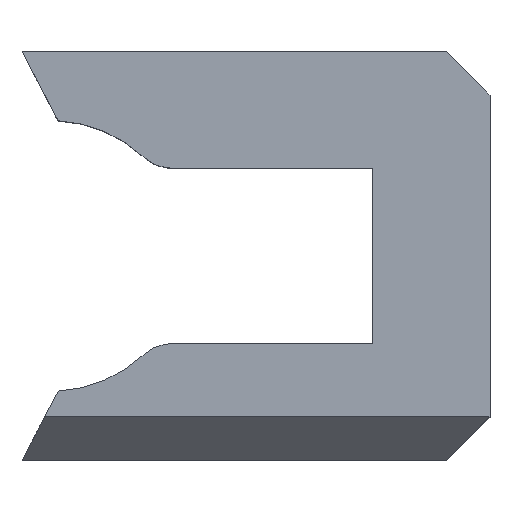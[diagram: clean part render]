
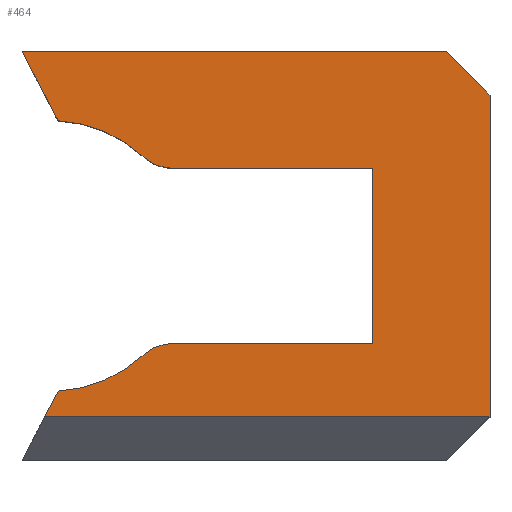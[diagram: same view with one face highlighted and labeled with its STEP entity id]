
A CAD part, top view. The second image highlights one B-rep face of the part: STEP entity #464.
In plain terms, the highlighted planar face has unit normal (0, 0, 1).
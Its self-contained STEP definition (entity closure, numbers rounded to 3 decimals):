
#14 = VECTOR ( 'NONE', #589, 1000. ) ;
#18 = ORIENTED_EDGE ( 'NONE', *, *, #233, .T. ) ;
#35 = CARTESIAN_POINT ( 'NONE',  ( 15.5, 15.5, 4.75 ) ) ;
#43 = ORIENTED_EDGE ( 'NONE', *, *, #166, .F. ) ;
#54 = FACE_OUTER_BOUND ( 'NONE', #105, .T. ) ;
#69 = AXIS2_PLACEMENT_3D ( 'NONE', #312, #811, #880 ) ;
#70 = DIRECTION ( 'NONE',  ( 0.46, 0.888, 0. ) ) ;
#75 = CIRCLE ( 'NONE', #69, 3. ) ;
#100 = EDGE_CURVE ( 'NONE', #860, #720, #759, .T. ) ;
#105 = EDGE_LOOP ( 'NONE', ( #857, #43, #616, #555, #550, #386, #18, #596, #212, #814, #469, #297, #325 ) ) ;
#106 = CARTESIAN_POINT ( 'NONE',  ( -10., 0., 4.75 ) ) ;
#108 = VERTEX_POINT ( 'NONE', #483 ) ;
#131 = CARTESIAN_POINT ( 'NONE',  ( -10., 0., 4.75 ) ) ;
#135 = DIRECTION ( 'NONE',  ( 0., 0., 1. ) ) ;
#153 = VERTEX_POINT ( 'NONE', #435 ) ;
#165 = CARTESIAN_POINT ( 'NONE',  ( -3.725, -6.796, 4.75 ) ) ;
#166 = EDGE_CURVE ( 'NONE', #761, #457, #187, .T. ) ;
#181 = VERTEX_POINT ( 'NONE', #650 ) ;
#187 = CIRCLE ( 'NONE', #612, 9.25 ) ;
#203 = DIRECTION ( 'NONE',  ( -1., 0., 0. ) ) ;
#205 = CARTESIAN_POINT ( 'NONE',  ( -9.533, 9.238, 4.75 ) ) ;
#212 = ORIENTED_EDGE ( 'NONE', *, *, #466, .F. ) ;
#221 = DIRECTION ( 'NONE',  ( -0.707, 0.707, 0. ) ) ;
#233 = EDGE_CURVE ( 'NONE', #602, #837, #481, .T. ) ;
#235 = CARTESIAN_POINT ( 'NONE',  ( 12., 6., 4.75 ) ) ;
#238 = CARTESIAN_POINT ( 'NONE',  ( 0., 6., 4.75 ) ) ;
#245 = EDGE_CURVE ( 'NONE', #826, #577, #834, .T. ) ;
#248 = VECTOR ( 'NONE', #737, 1000. ) ;
#270 = CARTESIAN_POINT ( 'NONE',  ( 17., 14., 4.75 ) ) ;
#280 = LINE ( 'NONE', #284, #579 ) ;
#284 = CARTESIAN_POINT ( 'NONE',  ( 0., -6., 4.75 ) ) ;
#292 = VECTOR ( 'NONE', #875, 1000. ) ;
#297 = ORIENTED_EDGE ( 'NONE', *, *, #705, .T. ) ;
#308 = VECTOR ( 'NONE', #670, 1000. ) ;
#312 = CARTESIAN_POINT ( 'NONE',  ( -1.69, 9., 4.75 ) ) ;
#325 = ORIENTED_EDGE ( 'NONE', *, *, #100, .T. ) ;
#363 = DIRECTION ( 'NONE',  ( 1., 0., 0. ) ) ;
#364 = EDGE_CURVE ( 'NONE', #457, #720, #547, .T. ) ;
#373 = CARTESIAN_POINT ( 'NONE',  ( -1.69, -9., 4.75 ) ) ;
#378 = EDGE_CURVE ( 'NONE', #761, #577, #75, .T. ) ;
#386 = ORIENTED_EDGE ( 'NONE', *, *, #765, .T. ) ;
#398 = DIRECTION ( 'NONE',  ( 1., 0., 0. ) ) ;
#399 = VECTOR ( 'NONE', #221, 1000. ) ;
#414 = VECTOR ( 'NONE', #688, 1000. ) ;
#417 = VERTEX_POINT ( 'NONE', #544 ) ;
#419 = EDGE_CURVE ( 'NONE', #417, #826, #782, .T. ) ;
#435 = CARTESIAN_POINT ( 'NONE',  ( 20., 11., 4.75 ) ) ;
#454 = EDGE_CURVE ( 'NONE', #512, #837, #740, .T. ) ;
#457 = VERTEX_POINT ( 'NONE', #205 ) ;
#460 = CARTESIAN_POINT ( 'NONE',  ( -3.743, -1.939, 4.75 ) ) ;
#464 = ADVANCED_FACE ( 'NONE', ( #54 ), #465, .T. ) ;
#465 = PLANE ( 'NONE',  #642 ) ;
#466 = EDGE_CURVE ( 'NONE', #108, #512, #571, .T. ) ;
#469 = ORIENTED_EDGE ( 'NONE', *, *, #849, .T. ) ;
#481 = CIRCLE ( 'NONE', #722, 3. ) ;
#483 = CARTESIAN_POINT ( 'NONE',  ( -10.446, -11., 4.75 ) ) ;
#494 = CARTESIAN_POINT ( 'NONE',  ( 20., 14., 4.75 ) ) ;
#498 = CARTESIAN_POINT ( 'NONE',  ( -3.725, 6.796, 4.75 ) ) ;
#510 = DIRECTION ( 'NONE',  ( 0., 0., 1. ) ) ;
#512 = VERTEX_POINT ( 'NONE', #873 ) ;
#531 = EDGE_CURVE ( 'NONE', #108, #181, #876, .T. ) ;
#544 = CARTESIAN_POINT ( 'NONE',  ( 12., -6., 4.75 ) ) ;
#547 = LINE ( 'NONE', #460, #248 ) ;
#550 = ORIENTED_EDGE ( 'NONE', *, *, #419, .F. ) ;
#554 = VECTOR ( 'NONE', #70, 1000. ) ;
#555 = ORIENTED_EDGE ( 'NONE', *, *, #245, .F. ) ;
#568 = AXIS2_PLACEMENT_3D ( 'NONE', #131, #614, #682 ) ;
#571 = LINE ( 'NONE', #620, #554 ) ;
#577 = VERTEX_POINT ( 'NONE', #752 ) ;
#579 = VECTOR ( 'NONE', #714, 1000. ) ;
#589 = DIRECTION ( 'NONE',  ( 0., 1., 0. ) ) ;
#596 = ORIENTED_EDGE ( 'NONE', *, *, #454, .F. ) ;
#602 = VERTEX_POINT ( 'NONE', #827 ) ;
#612 = AXIS2_PLACEMENT_3D ( 'NONE', #106, #510, #727 ) ;
#613 = VECTOR ( 'NONE', #203, 1000. ) ;
#614 = DIRECTION ( 'NONE',  ( 0., 0., 1. ) ) ;
#616 = ORIENTED_EDGE ( 'NONE', *, *, #378, .T. ) ;
#620 = CARTESIAN_POINT ( 'NONE',  ( -3.743, 1.939, 4.75 ) ) ;
#642 = AXIS2_PLACEMENT_3D ( 'NONE', #824, #135, #398 ) ;
#644 = CARTESIAN_POINT ( 'NONE',  ( -12., 14., 4.75 ) ) ;
#650 = CARTESIAN_POINT ( 'NONE',  ( 20., -11., 4.75 ) ) ;
#670 = DIRECTION ( 'NONE',  ( 1., 0., 0. ) ) ;
#682 = DIRECTION ( 'NONE',  ( 1., 0., 0. ) ) ;
#688 = DIRECTION ( 'NONE',  ( 0., 1., 0. ) ) ;
#705 = EDGE_CURVE ( 'NONE', #153, #860, #781, .T. ) ;
#714 = DIRECTION ( 'NONE',  ( -1., 0., 0. ) ) ;
#720 = VERTEX_POINT ( 'NONE', #644 ) ;
#722 = AXIS2_PLACEMENT_3D ( 'NONE', #373, #796, #363 ) ;
#727 = DIRECTION ( 'NONE',  ( 1., 0., 0. ) ) ;
#732 = LINE ( 'NONE', #805, #14 ) ;
#737 = DIRECTION ( 'NONE',  ( -0.46, 0.888, 0. ) ) ;
#740 = CIRCLE ( 'NONE', #568, 9.25 ) ;
#752 = CARTESIAN_POINT ( 'NONE',  ( -1.69, 6., 4.75 ) ) ;
#759 = LINE ( 'NONE', #494, #613 ) ;
#761 = VERTEX_POINT ( 'NONE', #498 ) ;
#765 = EDGE_CURVE ( 'NONE', #417, #602, #280, .T. ) ;
#781 = LINE ( 'NONE', #35, #399 ) ;
#782 = LINE ( 'NONE', #840, #414 ) ;
#796 = DIRECTION ( 'NONE',  ( 0., 0., 1. ) ) ;
#805 = CARTESIAN_POINT ( 'NONE',  ( 20., -14., 4.75 ) ) ;
#811 = DIRECTION ( 'NONE',  ( 0., 0., 1. ) ) ;
#814 = ORIENTED_EDGE ( 'NONE', *, *, #531, .T. ) ;
#816 = CARTESIAN_POINT ( 'NONE',  ( 20., -11., 4.75 ) ) ;
#824 = CARTESIAN_POINT ( 'NONE',  ( 0., 0., 4.75 ) ) ;
#826 = VERTEX_POINT ( 'NONE', #235 ) ;
#827 = CARTESIAN_POINT ( 'NONE',  ( -1.69, -6., 4.75 ) ) ;
#834 = LINE ( 'NONE', #238, #292 ) ;
#837 = VERTEX_POINT ( 'NONE', #165 ) ;
#840 = CARTESIAN_POINT ( 'NONE',  ( 12., 0., 4.75 ) ) ;
#849 = EDGE_CURVE ( 'NONE', #181, #153, #732, .T. ) ;
#857 = ORIENTED_EDGE ( 'NONE', *, *, #364, .F. ) ;
#860 = VERTEX_POINT ( 'NONE', #270 ) ;
#873 = CARTESIAN_POINT ( 'NONE',  ( -9.533, -9.238, 4.75 ) ) ;
#875 = DIRECTION ( 'NONE',  ( -1., 0., 0. ) ) ;
#876 = LINE ( 'NONE', #816, #308 ) ;
#880 = DIRECTION ( 'NONE',  ( 1., 0., 0. ) ) ;
